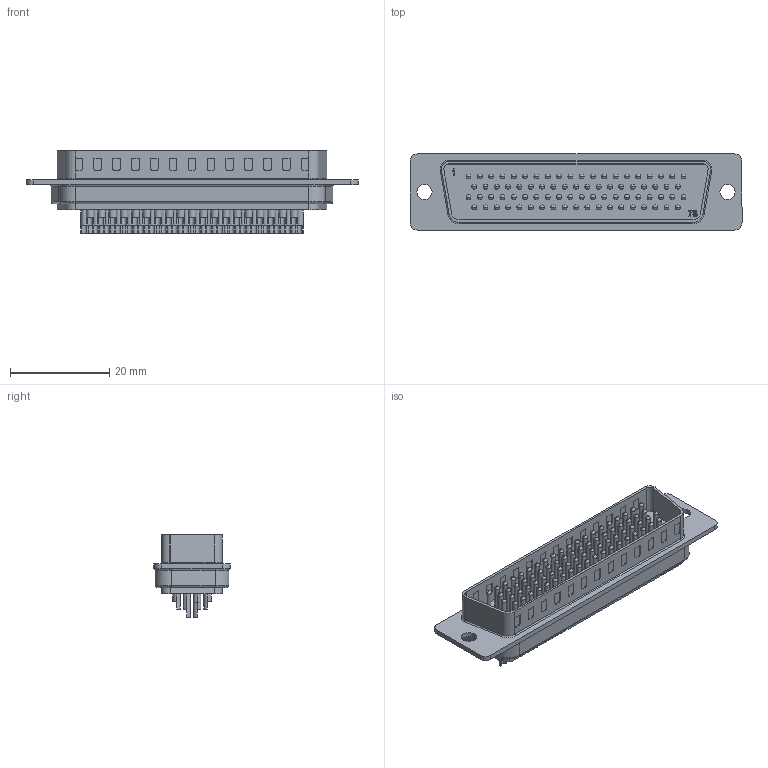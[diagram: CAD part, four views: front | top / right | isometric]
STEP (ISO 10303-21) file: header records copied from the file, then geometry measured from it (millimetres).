
FILE_DESCRIPTION (( 'STEP AP214' ), '1' );
FILE_NAME ('SDH78P.STEP', '2007-11-30T19:25:54', ( ' ' ), ( ' ' ), 'SwSTEP 2.0', 'SolidWorks 2007', '' );
FILE_SCHEMA (( 'AUTOMOTIVE_DESIGN' ));
Length unit declared in the file: inch
Products named in the file (1): SDH78P
Bounding box: 67.06 x 15.37 x 16.69 mm (x, y, z)
Volume: 5861.2 mm3; surface area: 7608.4 mm2
Topology: 1 solids, 1 shells, 1507 faces, 3760 edges, 2311 vertices
Faces by surface type: plane 694, cylinder 616, sphere 156, bspline 21, torus 20
Entity records: 62217 total; most frequent: CARTESIAN_POINT 8340, DIRECTION 7800, ORIENTED_EDGE 6896, EDGE_CURVE 3448, AXIS2_PLACEMENT_3D 2907, VERTEX_POINT 2155, VECTOR 1986, LINE 1986
